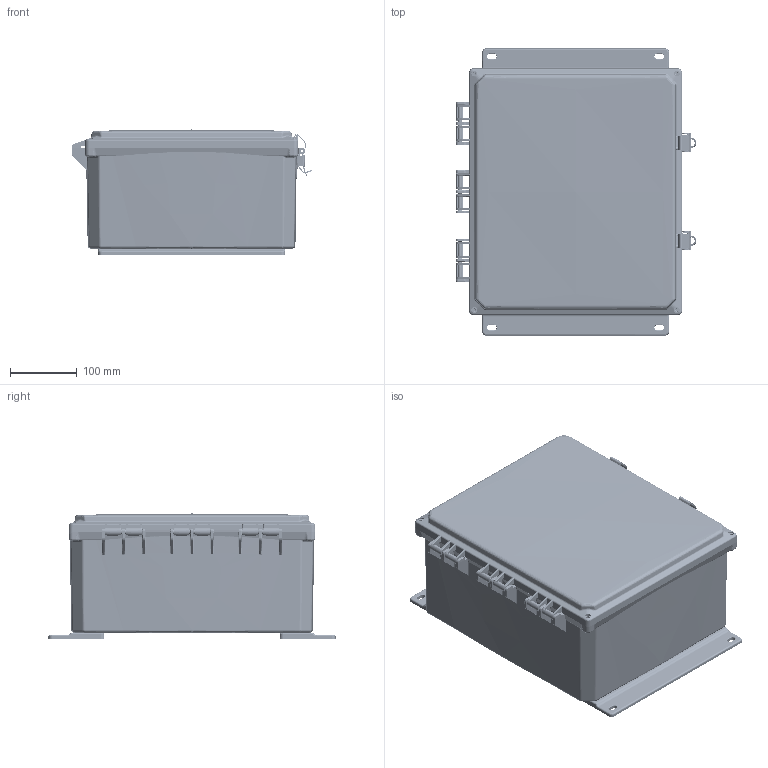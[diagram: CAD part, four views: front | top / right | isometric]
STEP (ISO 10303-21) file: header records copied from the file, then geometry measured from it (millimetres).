
FILE_DESCRIPTION (( 'STEP AP214' ), '1' );
FILE_NAME ('TEWPC141206-KIT.step', '2020-06-19T17:59:12', ( '' ), ( '' ), 'SwSTEP 2.0', 'SolidWorks 2018', '' );
FILE_SCHEMA (( 'AUTOMOTIVE_DESIGN' ));
Length unit declared in the file: inch
Products named in the file (12): TEWPC141206-KIT; NBWPC141206; NBPC141206_12IN-MNT-FLANGE; HGX-NPLATE01; XFW-0002; XFS-0020_91735A827; Integra-Bottom Insert; NBPC141206_box assy; NBPC141206_Box; NBPC14-W-LID; Integra-Upper Insert; NBPC141206_Latch
Assembly tree (25 placements, depth 4):
  TEWPC141206-KIT
    NBWPC141206
      NBPC141206_box assy
        NBPC141206_Box
        NBPC141206_Latch  x2
        Integra-Bottom Insert  x4
        Integra-Upper Insert  x4
      NBPC14-W-LID
      NBPC141206_12IN-MNT-FLANGE  x2
    HGX-NPLATE01
    XFS-0020_91735A827  x4
    XFW-0002  x4
Bounding box: 360.69 x 430.53 x 187.45 mm (x, y, z)
Volume: 2712447.4 mm3; surface area: 1304248 mm2
Topology: 27 solids, 27 shells, 5513 faces, 13795 edges, 8110 vertices
Faces by surface type: cylinder 2166, bspline 1537, plane 1233, cone 549, torus 20, sphere 8
Entity records: 204185 total; most frequent: CARTESIAN_POINT 124582, ORIENTED_EDGE 17634, DIRECTION 11261, EDGE_CURVE 8817, VERTEX_POINT 5266, AXIS2_PLACEMENT_3D 4013, EDGE_LOOP 3777, FACE_OUTER_BOUND 3636
